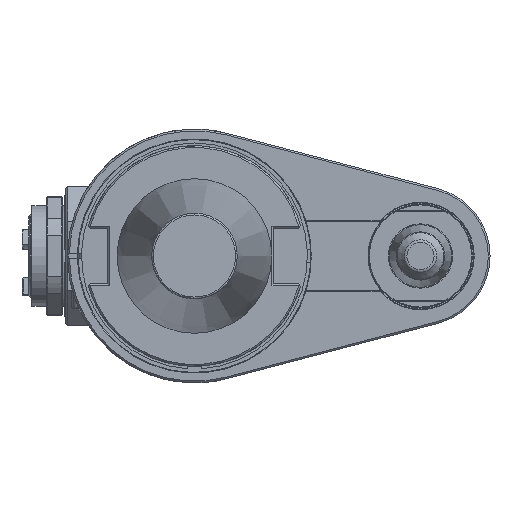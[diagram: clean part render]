
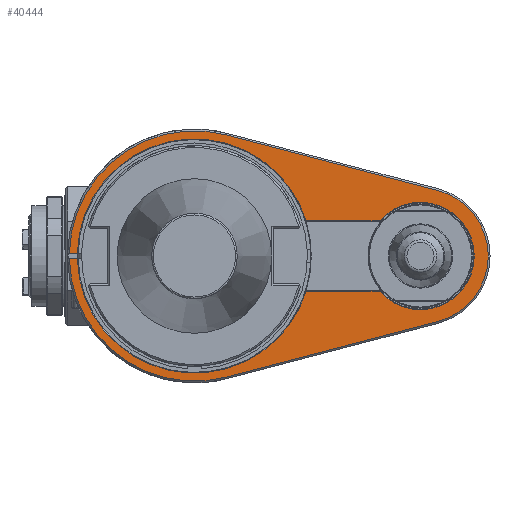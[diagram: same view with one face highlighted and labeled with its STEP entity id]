
A CAD part, front view. The second image highlights one B-rep face of the part: STEP entity #40444.
In plain terms, the highlighted planar face has unit normal (0, -1, 0).
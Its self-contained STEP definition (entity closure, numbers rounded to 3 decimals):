
#1610=CIRCLE('',#43132,33.7);
#1611=CIRCLE('',#43134,36.);
#1612=CIRCLE('',#43135,15.45);
#1613=CIRCLE('',#43136,33.7);
#1614=CIRCLE('',#43137,36.);
#1615=CIRCLE('',#43138,19.5);
#3632=FACE_OUTER_BOUND('',#5914,.T.);
#5914=EDGE_LOOP('',(#35114,#35115,#35116,#35117,#35118,#35119,#35120,#35121,
#35122,#35123,#35124,#35125));
#10455=LINE('',#69574,#15114);
#10465=LINE('',#69604,#15124);
#10481=LINE('',#69683,#15140);
#10482=LINE('',#69687,#15141);
#10483=LINE('',#69692,#15142);
#10484=LINE('',#69695,#15143);
#15114=VECTOR('',#52355,10.);
#15124=VECTOR('',#52383,10.);
#15140=VECTOR('',#52451,10.);
#15141=VECTOR('',#52454,10.);
#15142=VECTOR('',#52459,10.);
#15143=VECTOR('',#52462,10.);
#18956=VERTEX_POINT('',#69571);
#18957=VERTEX_POINT('',#69573);
#18967=VERTEX_POINT('',#69601);
#18968=VERTEX_POINT('',#69603);
#18992=VERTEX_POINT('',#69674);
#18993=VERTEX_POINT('',#69680);
#18994=VERTEX_POINT('',#69682);
#18995=VERTEX_POINT('',#69684);
#18996=VERTEX_POINT('',#69686);
#18997=VERTEX_POINT('',#69689);
#18998=VERTEX_POINT('',#69691);
#18999=VERTEX_POINT('',#69693);
#24422=EDGE_CURVE('',#18957,#18956,#10455,.T.);
#24437=EDGE_CURVE('',#18967,#18968,#10465,.T.);
#24470=EDGE_CURVE('',#18992,#18956,#1610,.T.);
#24471=EDGE_CURVE('',#18993,#18957,#1611,.T.);
#24472=EDGE_CURVE('',#18992,#18994,#10481,.T.);
#24473=EDGE_CURVE('',#18995,#18994,#1612,.T.);
#24474=EDGE_CURVE('',#18995,#18996,#10482,.T.);
#24475=EDGE_CURVE('',#18968,#18996,#1613,.T.);
#24476=EDGE_CURVE('',#18967,#18997,#1614,.T.);
#24477=EDGE_CURVE('',#18997,#18998,#10483,.T.);
#24478=EDGE_CURVE('',#18998,#18999,#1615,.T.);
#24479=EDGE_CURVE('',#18999,#18993,#10484,.T.);
#35114=ORIENTED_EDGE('',*,*,#24471,.T.);
#35115=ORIENTED_EDGE('',*,*,#24422,.T.);
#35116=ORIENTED_EDGE('',*,*,#24470,.F.);
#35117=ORIENTED_EDGE('',*,*,#24472,.T.);
#35118=ORIENTED_EDGE('',*,*,#24473,.F.);
#35119=ORIENTED_EDGE('',*,*,#24474,.T.);
#35120=ORIENTED_EDGE('',*,*,#24475,.F.);
#35121=ORIENTED_EDGE('',*,*,#24437,.F.);
#35122=ORIENTED_EDGE('',*,*,#24476,.T.);
#35123=ORIENTED_EDGE('',*,*,#24477,.T.);
#35124=ORIENTED_EDGE('',*,*,#24478,.T.);
#35125=ORIENTED_EDGE('',*,*,#24479,.T.);
#38458=PLANE('',#43133);
#40444=ADVANCED_FACE('',(#3632),#38458,.T.);
#43132=AXIS2_PLACEMENT_3D('',#69678,#52445,#52446);
#43133=AXIS2_PLACEMENT_3D('',#69679,#52447,#52448);
#43134=AXIS2_PLACEMENT_3D('',#69681,#52449,#52450);
#43135=AXIS2_PLACEMENT_3D('',#69685,#52452,#52453);
#43136=AXIS2_PLACEMENT_3D('',#69688,#52455,#52456);
#43137=AXIS2_PLACEMENT_3D('',#69690,#52457,#52458);
#43138=AXIS2_PLACEMENT_3D('',#69694,#52460,#52461);
#52355=DIRECTION('',(1.,0.,0.));
#52383=DIRECTION('',(1.,0.,0.));
#52445=DIRECTION('center_axis',(0.,-1.,0.));
#52446=DIRECTION('ref_axis',(0.953,0.,0.303));
#52447=DIRECTION('center_axis',(0.,-1.,0.));
#52448=DIRECTION('ref_axis',(0.,0.,-1.));
#52449=DIRECTION('center_axis',(0.,-1.,0.));
#52450=DIRECTION('ref_axis',(0.254,0.,0.967));
#52451=DIRECTION('',(1.,0.,0.));
#52452=DIRECTION('center_axis',(0.,-1.,0.));
#52453=DIRECTION('ref_axis',(-0.751,0.,-0.66));
#52454=DIRECTION('',(-1.,0.,0.));
#52455=DIRECTION('center_axis',(0.,-1.,0.));
#52456=DIRECTION('ref_axis',(-1.,0.,-0.022));
#52457=DIRECTION('center_axis',(0.,-1.,0.));
#52458=DIRECTION('ref_axis',(-1.,0.,-0.021));
#52459=DIRECTION('',(0.967,0.,0.254));
#52460=DIRECTION('center_axis',(0.,-1.,0.));
#52461=DIRECTION('ref_axis',(0.254,0.,-0.967));
#52462=DIRECTION('',(-0.967,0.,0.254));
#69571=CARTESIAN_POINT('',(-33.692,-7.1,0.75));
#69573=CARTESIAN_POINT('',(-35.992,-7.1,0.75));
#69574=CARTESIAN_POINT('',(-23.501,-7.1,0.75));
#69601=CARTESIAN_POINT('',(-35.992,-7.1,-0.75));
#69603=CARTESIAN_POINT('',(-33.692,-7.1,-0.75));
#69604=CARTESIAN_POINT('',(-11.654,-7.1,-0.75));
#69674=CARTESIAN_POINT('',(32.119,-7.1,10.2));
#69678=CARTESIAN_POINT('Origin',(0.,-7.1,0.));
#69679=CARTESIAN_POINT('Origin',(0.,-7.1,0.));
#69680=CARTESIAN_POINT('',(9.138,-7.1,34.821));
#69681=CARTESIAN_POINT('Origin',(0.,-7.1,0.));
#69682=CARTESIAN_POINT('',(53.396,-7.1,10.2));
#69683=CARTESIAN_POINT('',(21.365,-7.1,10.2));
#69684=CARTESIAN_POINT('',(53.396,-7.1,-10.2));
#69685=CARTESIAN_POINT('Origin',(65.,-7.1,0.));
#69686=CARTESIAN_POINT('',(32.119,-7.1,-10.2));
#69687=CARTESIAN_POINT('',(21.365,-7.1,-10.2));
#69688=CARTESIAN_POINT('Origin',(0.,-7.1,0.));
#69689=CARTESIAN_POINT('',(9.138,-7.1,-34.821));
#69690=CARTESIAN_POINT('Origin',(0.,-7.1,0.));
#69691=CARTESIAN_POINT('',(69.95,-7.1,-18.861));
#69692=CARTESIAN_POINT('',(24.341,-7.1,-30.831));
#69693=CARTESIAN_POINT('',(69.95,-7.1,18.861));
#69694=CARTESIAN_POINT('Origin',(65.,-7.1,0.));
#69695=CARTESIAN_POINT('',(24.341,-7.1,30.831));
